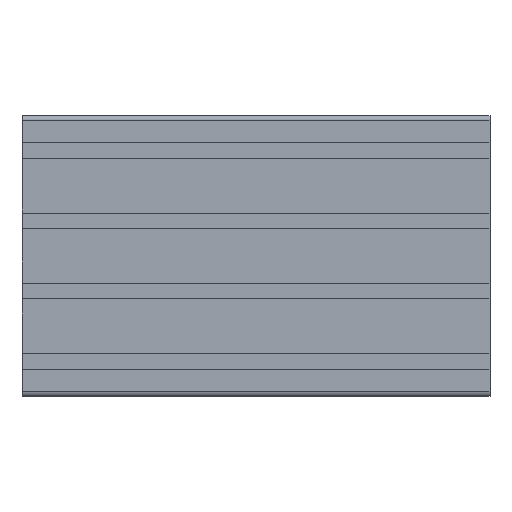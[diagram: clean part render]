
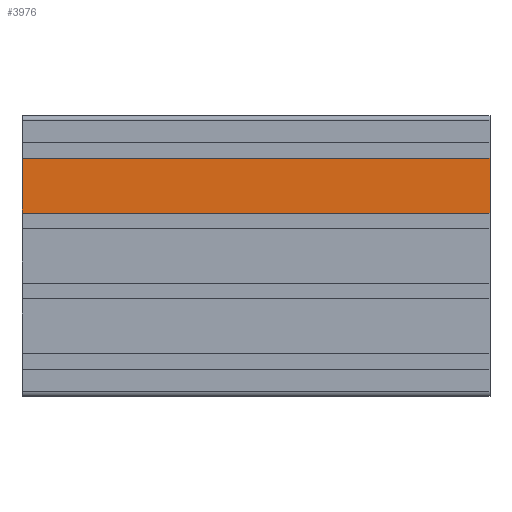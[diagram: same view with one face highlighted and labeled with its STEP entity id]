
A CAD part, top view. The second image highlights one B-rep face of the part: STEP entity #3976.
In plain terms, the highlighted planar face has unit normal (0, 0, 1).
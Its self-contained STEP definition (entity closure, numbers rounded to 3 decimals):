
#167 = VERTEX_POINT ( 'NONE', #6250 ) ;
#169 = VERTEX_POINT ( 'NONE', #6252 ) ;
#290 = VERTEX_POINT ( 'NONE', #6373 ) ;
#413 = VERTEX_POINT ( 'NONE', #6496 ) ;
#852 = EDGE_LOOP ( 'NONE', ( #1772, #1017, #1016, #1018 ) ) ;
#1016 = ORIENTED_EDGE ( 'NONE', *, *, #1642, .F. ) ;
#1017 = ORIENTED_EDGE ( 'NONE', *, *, #1648, .T. ) ;
#1018 = ORIENTED_EDGE ( 'NONE', *, *, #1640, .F. ) ;
#1628 = EDGE_CURVE ( 'NONE', #167, #290, #2732, .T. ) ;
#1640 = EDGE_CURVE ( 'NONE', #290, #413, #2729, .T. ) ;
#1642 = EDGE_CURVE ( 'NONE', #413, #169, #2760, .T. ) ;
#1648 = EDGE_CURVE ( 'NONE', #167, #169, #2772, .T. ) ;
#1772 = ORIENTED_EDGE ( 'NONE', *, *, #1628, .F. ) ;
#2729 = LINE ( 'NONE', #7421, #2756 ) ;
#2732 = LINE ( 'NONE', #7407, #2733 ) ;
#2733 = VECTOR ( 'NONE', #7408, 1000. ) ;
#2756 = VECTOR ( 'NONE', #7432, 1000. ) ;
#2760 = LINE ( 'NONE', #7435, #2761 ) ;
#2761 = VECTOR ( 'NONE', #7436, 1000. ) ;
#2772 = LINE ( 'NONE', #4735, #2773 ) ;
#2773 = VECTOR ( 'NONE', #4736, 1000. ) ;
#3099 = FACE_OUTER_BOUND ( 'NONE', #852, .T. ) ;
#3976 = ADVANCED_FACE ( 'NONE', ( #3099 ), #5348, .T. ) ;
#4310 = AXIS2_PLACEMENT_3D ( 'NONE', #5351, #5357, #5358 ) ;
#4735 = CARTESIAN_POINT ( 'NONE',  ( -485.54, 27.5, 22.5 ) ) ;
#4736 = DIRECTION ( 'NONE',  ( 1., 0., 0. ) ) ;
#5348 = PLANE ( 'NONE',  #4310 ) ;
#5351 = CARTESIAN_POINT ( 'NONE',  ( -485.54, 62.5, 22.5 ) ) ;
#5357 = DIRECTION ( 'NONE',  ( 0., 0., 1. ) ) ;
#5358 = DIRECTION ( 'NONE',  ( 1., 0., 0. ) ) ;
#6250 = CARTESIAN_POINT ( 'NONE',  ( -300., 27.5, 22.5 ) ) ;
#6252 = CARTESIAN_POINT ( 'NONE',  ( 0., 27.5, 22.5 ) ) ;
#6373 = CARTESIAN_POINT ( 'NONE',  ( -300., 62.5, 22.5 ) ) ;
#6496 = CARTESIAN_POINT ( 'NONE',  ( 0., 62.5, 22.5 ) ) ;
#7407 = CARTESIAN_POINT ( 'NONE',  ( -300., 62.5, 22.5 ) ) ;
#7408 = DIRECTION ( 'NONE',  ( 0., 1., 0. ) ) ;
#7421 = CARTESIAN_POINT ( 'NONE',  ( -485.54, 62.5, 22.5 ) ) ;
#7432 = DIRECTION ( 'NONE',  ( 1., 0., 0. ) ) ;
#7435 = CARTESIAN_POINT ( 'NONE',  ( 0., 62.5, 22.5 ) ) ;
#7436 = DIRECTION ( 'NONE',  ( 0., -1., 0. ) ) ;
